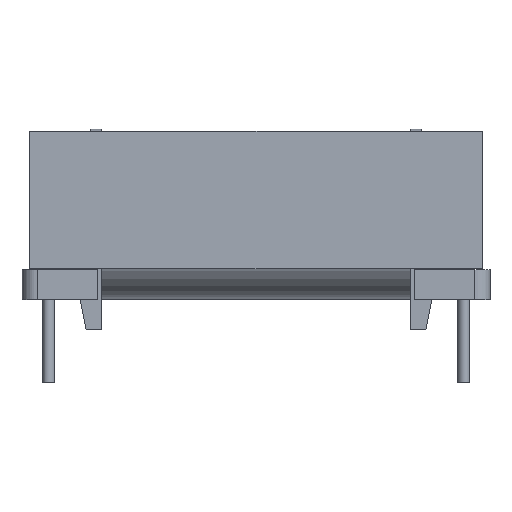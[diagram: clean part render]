
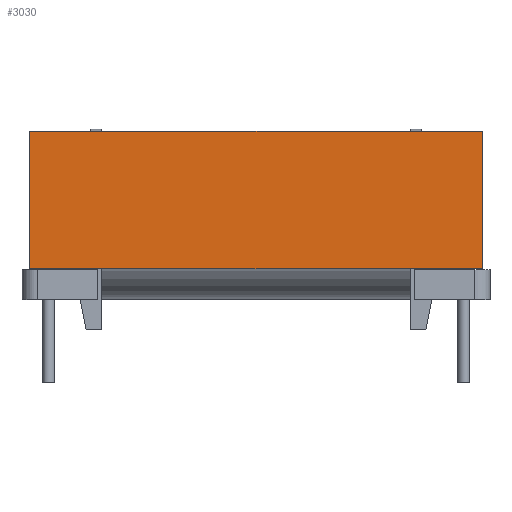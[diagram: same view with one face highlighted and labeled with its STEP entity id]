
A CAD part, front view. The second image highlights one B-rep face of the part: STEP entity #3030.
In plain terms, the highlighted face is planar.
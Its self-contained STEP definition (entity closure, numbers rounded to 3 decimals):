
#118=ORIENTED_EDGE('',*,*,#991,.T.);
#119=ORIENTED_EDGE('',*,*,#997,.F.);
#120=ORIENTED_EDGE('',*,*,#998,.F.);
#121=ORIENTED_EDGE('',*,*,#999,.T.);
#991=EDGE_CURVE('',#1431,#1430,#1721,.T.);
#997=EDGE_CURVE('',#1436,#1430,#1727,.T.);
#998=EDGE_CURVE('',#1437,#1436,#1728,.T.);
#999=EDGE_CURVE('',#1437,#1431,#1729,.T.);
#1430=VERTEX_POINT('',#5292);
#1431=VERTEX_POINT('',#5294);
#1436=VERTEX_POINT('',#5306);
#1437=VERTEX_POINT('',#5308);
#1721=LINE('',#5293,#2109);
#1727=LINE('',#5305,#2115);
#1728=LINE('',#5307,#2116);
#1729=LINE('',#5309,#2117);
#2109=VECTOR('',#4445,1000.);
#2115=VECTOR('',#4453,1000.);
#2116=VECTOR('',#4454,1000.);
#2117=VECTOR('',#4455,1000.);
#2488=EDGE_LOOP('',(#118,#119,#120,#121));
#2684=FACE_BOUND('',#2488,.T.);
#2880=PLANE('',#4201);
#3030=ADVANCED_FACE('',(#2684),#2880,.F.);
#4201=AXIS2_PLACEMENT_3D('',#5304,#4451,#4452);
#4445=DIRECTION('',(0.,1.,0.));
#4451=DIRECTION('',(-1.,0.,0.));
#4452=DIRECTION('',(0.,-1.,0.));
#4453=DIRECTION('',(0.,0.,-1.));
#4454=DIRECTION('',(0.,1.,0.));
#4455=DIRECTION('',(0.,0.,-1.));
#5292=CARTESIAN_POINT('',(15.,15.,-3.25));
#5293=CARTESIAN_POINT('',(15.,0.,-3.25));
#5294=CARTESIAN_POINT('',(15.,-15.,-3.25));
#5304=CARTESIAN_POINT('',(15.,0.,5.85));
#5305=CARTESIAN_POINT('',(15.,15.,5.85));
#5306=CARTESIAN_POINT('',(15.,15.,5.85));
#5307=CARTESIAN_POINT('',(15.,0.,5.85));
#5308=CARTESIAN_POINT('',(15.,-15.,5.85));
#5309=CARTESIAN_POINT('',(15.,-15.,5.85));
